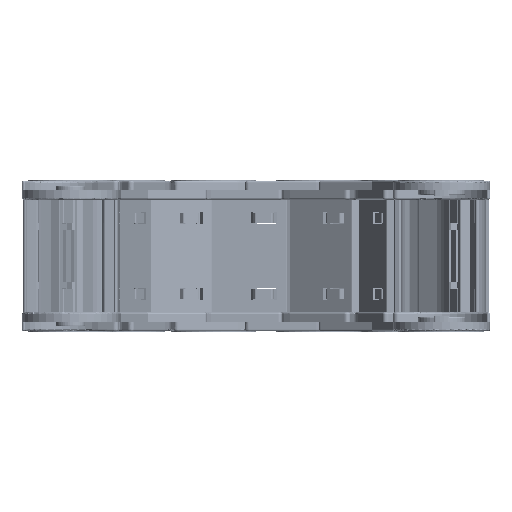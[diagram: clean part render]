
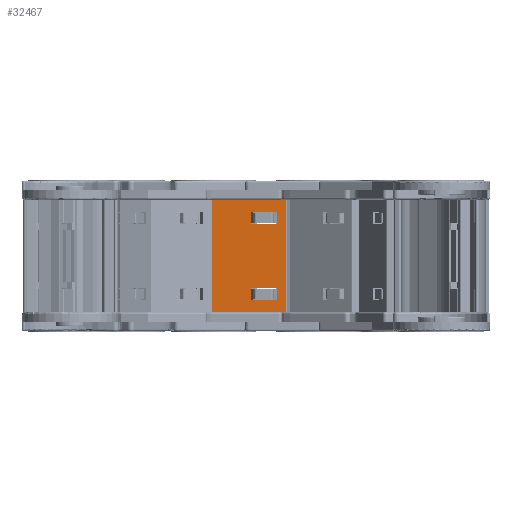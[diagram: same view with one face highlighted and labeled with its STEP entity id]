
A CAD part, left-side view. The second image highlights one B-rep face of the part: STEP entity #32467.
In plain terms, the highlighted face is planar.
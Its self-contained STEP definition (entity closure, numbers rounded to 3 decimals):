
#689 = VERTEX_POINT ( 'NONE', #27965 ) ;
#721 = VERTEX_POINT ( 'NONE', #12140 ) ;
#1195 = CARTESIAN_POINT ( 'NONE',  ( -41.073, 70.399, 21.684 ) ) ;
#1625 = FACE_BOUND ( 'NONE', #14884, .T. ) ;
#1937 = VERTEX_POINT ( 'NONE', #9200 ) ;
#2048 = DIRECTION ( 'NONE',  ( 0., 1., 0. ) ) ;
#3081 = CARTESIAN_POINT ( 'NONE',  ( -27.073, 70.399, -25.416 ) ) ;
#4213 = EDGE_CURVE ( 'NONE', #20646, #29759, #26919, .T. ) ;
#4312 = VECTOR ( 'NONE', #19646, 1000. ) ;
#4335 = CARTESIAN_POINT ( 'NONE',  ( -46.293, 70.399, 28.434 ) ) ;
#4630 = EDGE_CURVE ( 'NONE', #689, #35334, #40124, .T. ) ;
#4927 = ORIENTED_EDGE ( 'NONE', *, *, #35458, .F. ) ;
#5647 = CARTESIAN_POINT ( 'NONE',  ( -4.593, 70.399, -32.166 ) ) ;
#7246 = CARTESIAN_POINT ( 'NONE',  ( -4.593, 70.399, 28.434 ) ) ;
#7354 = EDGE_CURVE ( 'NONE', #41655, #1937, #26729, .T. ) ;
#7396 = VECTOR ( 'NONE', #23466, 1000. ) ;
#8243 = FACE_BOUND ( 'NONE', #12038, .T. ) ;
#8912 = VECTOR ( 'NONE', #14224, 1000. ) ;
#9200 = CARTESIAN_POINT ( 'NONE',  ( -27.073, 70.399, 15.384 ) ) ;
#9492 = ORIENTED_EDGE ( 'NONE', *, *, #4213, .F. ) ;
#10667 = EDGE_CURVE ( 'NONE', #21571, #26831, #12996, .T. ) ;
#11260 = CARTESIAN_POINT ( 'NONE',  ( -4.593, 70.399, 160.053 ) ) ;
#12038 = EDGE_LOOP ( 'NONE', ( #37326, #39106, #31375, #41934 ) ) ;
#12140 = CARTESIAN_POINT ( 'NONE',  ( -4.593, 70.399, 28.434 ) ) ;
#12930 = CARTESIAN_POINT ( 'NONE',  ( -4.593, 70.399, 160.053 ) ) ;
#12996 = LINE ( 'NONE', #26048, #4312 ) ;
#13017 = DIRECTION ( 'NONE',  ( 0., 0., -1. ) ) ;
#13049 = CARTESIAN_POINT ( 'NONE',  ( -27.073, 70.399, 21.684 ) ) ;
#13267 = EDGE_LOOP ( 'NONE', ( #14589, #28822, #4927, #36657 ) ) ;
#13307 = ORIENTED_EDGE ( 'NONE', *, *, #4630, .F. ) ;
#13533 = LINE ( 'NONE', #7246, #7396 ) ;
#13759 = VECTOR ( 'NONE', #27224, 1000. ) ;
#14224 = DIRECTION ( 'NONE',  ( 0., 0., 1. ) ) ;
#14589 = ORIENTED_EDGE ( 'NONE', *, *, #31025, .T. ) ;
#14884 = EDGE_LOOP ( 'NONE', ( #24195, #9492, #26691, #13307 ) ) ;
#15307 = VECTOR ( 'NONE', #19516, 1000. ) ;
#15959 = CARTESIAN_POINT ( 'NONE',  ( -41.073, 70.399, -25.416 ) ) ;
#16293 = CARTESIAN_POINT ( 'NONE',  ( -41.073, 70.399, -19.116 ) ) ;
#17159 = EDGE_CURVE ( 'NONE', #34183, #721, #13533, .T. ) ;
#17259 = LINE ( 'NONE', #31572, #13759 ) ;
#18418 = DIRECTION ( 'NONE',  ( 0., 0., -1. ) ) ;
#18772 = DIRECTION ( 'NONE',  ( 0., 0., -1. ) ) ;
#19205 = DIRECTION ( 'NONE',  ( 1., 0., 0. ) ) ;
#19484 = LINE ( 'NONE', #26373, #8912 ) ;
#19516 = DIRECTION ( 'NONE',  ( -1., 0., 0. ) ) ;
#19646 = DIRECTION ( 'NONE',  ( 1., 0., 0. ) ) ;
#19743 = VERTEX_POINT ( 'NONE', #35714 ) ;
#20646 = VERTEX_POINT ( 'NONE', #26483 ) ;
#20893 = LINE ( 'NONE', #12930, #28549 ) ;
#21571 = VERTEX_POINT ( 'NONE', #37107 ) ;
#22434 = VECTOR ( 'NONE', #18772, 1000. ) ;
#23466 = DIRECTION ( 'NONE',  ( 1., 0., 0. ) ) ;
#23754 = CARTESIAN_POINT ( 'NONE',  ( -41.073, 70.399, -19.116 ) ) ;
#24102 = DIRECTION ( 'NONE',  ( 0., 0., -1. ) ) ;
#24195 = ORIENTED_EDGE ( 'NONE', *, *, #31285, .F. ) ;
#25105 = EDGE_CURVE ( 'NONE', #1937, #19743, #17259, .T. ) ;
#25287 = CARTESIAN_POINT ( 'NONE',  ( -46.293, 70.399, 160.053 ) ) ;
#25312 = DIRECTION ( 'NONE',  ( 1., 0., 0. ) ) ;
#26048 = CARTESIAN_POINT ( 'NONE',  ( -4.593, 70.399, -32.166 ) ) ;
#26319 = LINE ( 'NONE', #13049, #26843 ) ;
#26373 = CARTESIAN_POINT ( 'NONE',  ( -27.073, 70.399, -19.116 ) ) ;
#26398 = EDGE_CURVE ( 'NONE', #19743, #32398, #26319, .T. ) ;
#26483 = CARTESIAN_POINT ( 'NONE',  ( -27.073, 70.399, -19.116 ) ) ;
#26691 = ORIENTED_EDGE ( 'NONE', *, *, #39362, .F. ) ;
#26729 = LINE ( 'NONE', #32019, #39976 ) ;
#26831 = VERTEX_POINT ( 'NONE', #5647 ) ;
#26843 = VECTOR ( 'NONE', #42121, 1000. ) ;
#26919 = LINE ( 'NONE', #16293, #15307 ) ;
#27224 = DIRECTION ( 'NONE',  ( 0., 0., 1. ) ) ;
#27622 = CARTESIAN_POINT ( 'NONE',  ( -41.073, 70.399, 21.684 ) ) ;
#27958 = VECTOR ( 'NONE', #18418, 1000. ) ;
#27965 = CARTESIAN_POINT ( 'NONE',  ( -41.073, 70.399, -25.416 ) ) ;
#28549 = VECTOR ( 'NONE', #35584, 1000. ) ;
#28822 = ORIENTED_EDGE ( 'NONE', *, *, #10667, .T. ) ;
#29542 = LINE ( 'NONE', #25287, #22434 ) ;
#29759 = VERTEX_POINT ( 'NONE', #23754 ) ;
#31025 = EDGE_CURVE ( 'NONE', #34183, #21571, #29542, .T. ) ;
#31285 = EDGE_CURVE ( 'NONE', #29759, #689, #41822, .T. ) ;
#31375 = ORIENTED_EDGE ( 'NONE', *, *, #26398, .F. ) ;
#31572 = CARTESIAN_POINT ( 'NONE',  ( -27.073, 70.399, 15.384 ) ) ;
#32019 = CARTESIAN_POINT ( 'NONE',  ( -41.073, 70.399, 15.384 ) ) ;
#32070 = FACE_OUTER_BOUND ( 'NONE', #13267, .T. ) ;
#32398 = VERTEX_POINT ( 'NONE', #1195 ) ;
#32467 = ADVANCED_FACE ( 'NONE', ( #32070, #8243, #1625 ), #34364, .F. ) ;
#32766 = EDGE_CURVE ( 'NONE', #32398, #41655, #34585, .T. ) ;
#33465 = AXIS2_PLACEMENT_3D ( 'NONE', #11260, #2048, #24102 ) ;
#34149 = CARTESIAN_POINT ( 'NONE',  ( -41.073, 70.399, 15.384 ) ) ;
#34183 = VERTEX_POINT ( 'NONE', #4335 ) ;
#34364 = PLANE ( 'NONE',  #33465 ) ;
#34585 = LINE ( 'NONE', #27622, #27958 ) ;
#35334 = VERTEX_POINT ( 'NONE', #35877 ) ;
#35458 = EDGE_CURVE ( 'NONE', #721, #26831, #20893, .T. ) ;
#35584 = DIRECTION ( 'NONE',  ( 0., 0., -1. ) ) ;
#35714 = CARTESIAN_POINT ( 'NONE',  ( -27.073, 70.399, 21.684 ) ) ;
#35877 = CARTESIAN_POINT ( 'NONE',  ( -27.073, 70.399, -25.416 ) ) ;
#36657 = ORIENTED_EDGE ( 'NONE', *, *, #17159, .F. ) ;
#37107 = CARTESIAN_POINT ( 'NONE',  ( -46.293, 70.399, -32.166 ) ) ;
#37326 = ORIENTED_EDGE ( 'NONE', *, *, #7354, .F. ) ;
#38748 = VECTOR ( 'NONE', #13017, 1000. ) ;
#39106 = ORIENTED_EDGE ( 'NONE', *, *, #32766, .F. ) ;
#39362 = EDGE_CURVE ( 'NONE', #35334, #20646, #19484, .T. ) ;
#39976 = VECTOR ( 'NONE', #19205, 1000. ) ;
#40124 = LINE ( 'NONE', #3081, #41166 ) ;
#41166 = VECTOR ( 'NONE', #25312, 1000. ) ;
#41655 = VERTEX_POINT ( 'NONE', #34149 ) ;
#41822 = LINE ( 'NONE', #15959, #38748 ) ;
#41934 = ORIENTED_EDGE ( 'NONE', *, *, #25105, .F. ) ;
#42121 = DIRECTION ( 'NONE',  ( -1., 0., 0. ) ) ;
